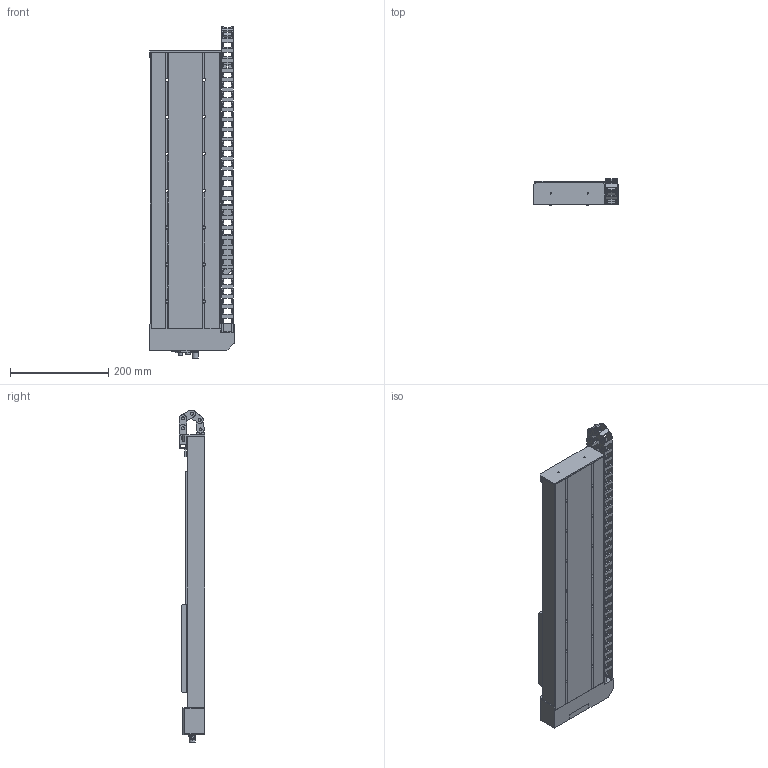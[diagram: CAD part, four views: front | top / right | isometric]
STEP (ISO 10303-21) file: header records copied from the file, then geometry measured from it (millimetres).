
FILE_DESCRIPTION (( 'STEP AP203' ), '1' );
FILE_NAME ('X-LDQ0300C-AE53D12.step', '2023-10-06T19:23:28', ( '' ), ( '' ), 'SwSTEP 2.0', 'SolidWorks 2019', '' );
FILE_SCHEMA (( 'CONFIG_CONTROL_DESIGN' ));
Length unit declared in the file: millimetre
Products named in the file (7): X-LDQ0300C-AE53D12; LDQ_carriage^LDQ; LDQ_cable_end^LDQ_cable_LDQ_pin; LDQ_cable_end^LDQ_cable_LDQ_bore; LDQ_cable_link^LDQ_cable_LDQ; LDQ_base^LDQ_X-LDQ0300; LDQ_cable^LDQ_LDQ0300
Assembly tree (38 placements, depth 3):
  X-LDQ0300C-AE53D12
    LDQ_base^LDQ_X-LDQ0300
    LDQ_carriage^LDQ
    LDQ_cable^LDQ_LDQ0300
      LDQ_cable_end^LDQ_cable_LDQ_bore
      LDQ_cable_end^LDQ_cable_LDQ_pin
      LDQ_cable_link^LDQ_cable_LDQ  x33
Bounding box: 171 x 52.3 x 674.42 mm (x, y, z)
Volume: 2526119.8 mm3; surface area: 735695.7 mm2
Topology: 99 solids, 99 shells, 3099 faces, 7990 edges, 5270 vertices
Faces by surface type: plane 1852, cylinder 1235, cone 12
Entity records: 48809 total; most frequent: CARTESIAN_POINT 8329, DIRECTION 8156, ORIENTED_EDGE 7772, EDGE_CURVE 3886, VECTOR 2826, LINE 2826, AXIS2_PLACEMENT_3D 2665, VERTEX_POINT 2582
